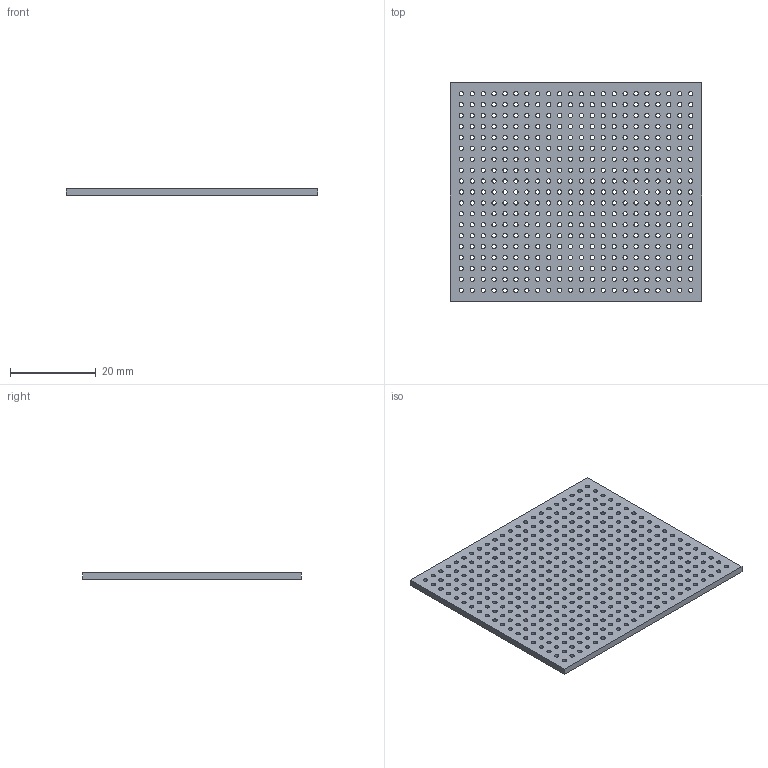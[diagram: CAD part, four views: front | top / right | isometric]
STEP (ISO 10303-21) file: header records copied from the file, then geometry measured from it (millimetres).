
FILE_DESCRIPTION(('FreeCAD Model'),'2;1');
FILE_NAME('PrefBoard_19x22.step','2015-05-21T13:25:07',('FreeCAD'),('FreeCAD'), 'Open CASCADE STEP processor 6.5','FreeCAD','Unknown');
FILE_SCHEMA(('AUTOMOTIVE_DESIGN_CC2 { 1 2 10303 214 -1 1 5 4 }'));
Products named in the file (1): BoardCut
Bounding box: 58.42 x 50.8 x 1.5 mm (x, y, z)
Volume: 3959.2 mm3; surface area: 7576.3 mm2
Topology: 1 solids, 1 shells, 424 faces, 2102 edges, 1680 vertices
Faces by surface type: cylinder 418, plane 6
Full cylindrical faces by diameter (mm): 1 x418
Entity records: 52165 total; most frequent: CARTESIAN_POINT 16771, DIRECTION 5484, ORIENTED_EDGE 4204, PCURVE 4204, DEFINITIONAL_REPRESENTATION 4204, EDGE_CURVE 2102, AXIS2_PLACEMENT_3D 2097, SURFACE_CURVE 1684
